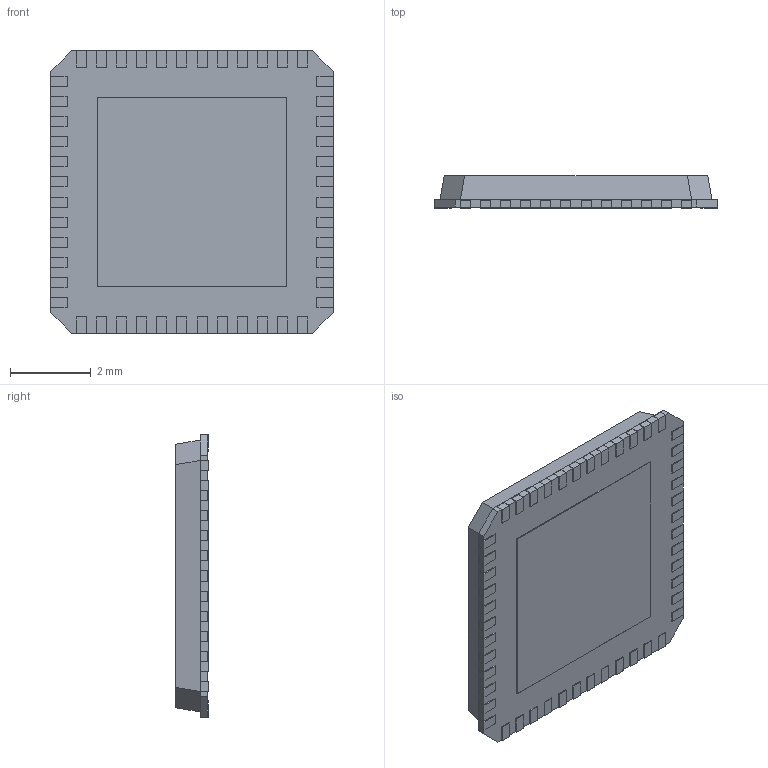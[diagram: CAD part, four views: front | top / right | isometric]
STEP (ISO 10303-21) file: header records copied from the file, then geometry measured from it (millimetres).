
FILE_DESCRIPTION (( 'STEP AP214' ), '1' );
FILE_NAME ('D6C255A1-2E8C-41E5-B534-17901D40AE87.STEP', '2024-05-14T08:33:16', ( '' ), ( '' ), 'SwSTEP 2.0', 'SolidWorks 2022', '' );
FILE_SCHEMA (( 'AUTOMOTIVE_DESIGN' ));
Length unit declared in the file: millimetre
Products named in the file (1): D6C255A1-2E8C-41E5-B534-17901D40AE87
Bounding box: 7.02 x 0.8 x 7.02 mm (x, y, z)
Volume: 35.5 mm3; surface area: 116.6 mm2
Topology: 1 solids, 1 shells, 317 faces, 934 edges, 622 vertices
Faces by surface type: plane 313, torus 2, cylinder 2
Entity records: 13652 total; most frequent: CARTESIAN_POINT 1874, ORIENTED_EDGE 1868, DIRECTION 1578, EDGE_CURVE 934, LINE 926, VECTOR 926, VERTEX_POINT 622, AXIS2_PLACEMENT_3D 326
